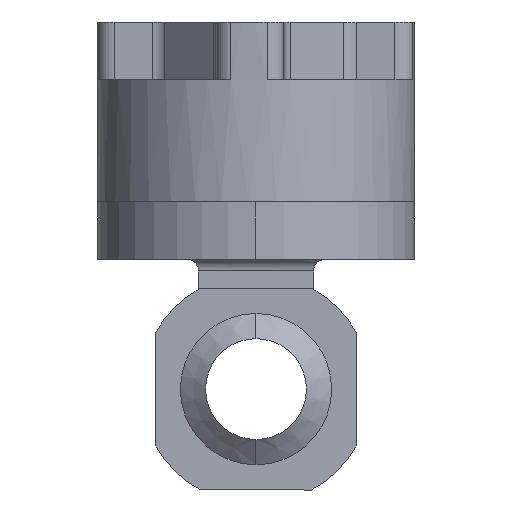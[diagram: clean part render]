
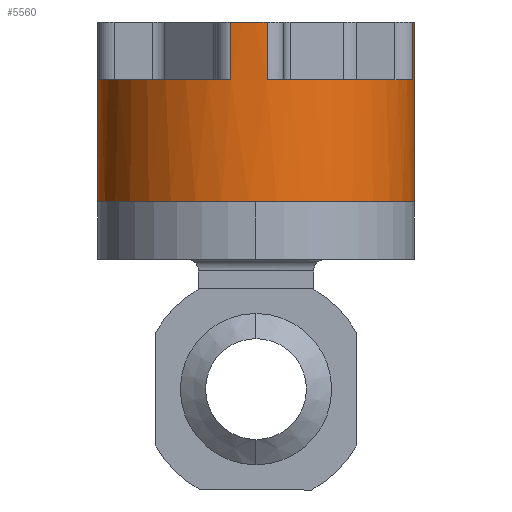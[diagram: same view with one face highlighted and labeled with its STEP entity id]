
A CAD part, front view. The second image highlights one B-rep face of the part: STEP entity #5560.
In plain terms, the highlighted cylindrical face has radius 34.925 mm (diameter 69.85 mm), a partial arc.
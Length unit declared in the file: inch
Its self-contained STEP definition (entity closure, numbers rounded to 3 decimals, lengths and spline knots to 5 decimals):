
#121 = CARTESIAN_POINT ( 'NONE',  ( -0.95433, -1.375, -0.5 ) ) ;
#283 = CARTESIAN_POINT ( 'NONE',  ( -0.95433, -1.375, 0. ) ) ;
#407 = CARTESIAN_POINT ( 'NONE',  ( -0.95433, -1.375, -1.56 ) ) ;
#518 = VERTEX_POINT ( 'NONE', #1581 ) ;
#635 = CIRCLE ( 'NONE', #7242, 1.375 ) ;
#737 = CARTESIAN_POINT ( 'NONE',  ( -2.32795, -1.31337, -1.56 ) ) ;
#828 = AXIS2_PLACEMENT_3D ( 'NONE', #5563, #8133, #2323 ) ;
#1003 = EDGE_CURVE ( 'NONE', #5417, #1965, #8034, .T. ) ;
#1050 = EDGE_CURVE ( 'NONE', #518, #6763, #7699, .T. ) ;
#1178 = DIRECTION ( 'NONE',  ( 0., 0., 1. ) ) ;
#1324 = DIRECTION ( 'NONE',  ( 0., 0., -1. ) ) ;
#1481 = CIRCLE ( 'NONE', #7195, 1.375 ) ;
#1546 = ORIENTED_EDGE ( 'NONE', *, *, #8731, .F. ) ;
#1553 = CARTESIAN_POINT ( 'NONE',  ( 0.41929, -1.43663, -1.56 ) ) ;
#1581 = CARTESIAN_POINT ( 'NONE',  ( -0.85867, -2.74667, -0.5 ) ) ;
#1933 = CARTESIAN_POINT ( 'NONE',  ( 0.40326, -1.59311, 0. ) ) ;
#1965 = VERTEX_POINT ( 'NONE', #1933 ) ;
#2073 = CIRCLE ( 'NONE', #8319, 1.375 ) ;
#2084 = VECTOR ( 'NONE', #7848, 39.37008 ) ;
#2159 = CARTESIAN_POINT ( 'NONE',  ( -0.95433, -1.375, 0. ) ) ;
#2237 = DIRECTION ( 'NONE',  ( 0., 0., -1. ) ) ;
#2323 = DIRECTION ( 'NONE',  ( 0.999, -0.045, 0. ) ) ;
#2380 = CARTESIAN_POINT ( 'NONE',  ( -0.85867, -2.74667, -1.56 ) ) ;
#2623 = CARTESIAN_POINT ( 'NONE',  ( 0.41929, -1.43663, 0. ) ) ;
#2745 = CARTESIAN_POINT ( 'NONE',  ( 0.40326, -1.59311, -0.5 ) ) ;
#2772 = VECTOR ( 'NONE', #1178, 39.37008 ) ;
#3042 = DIRECTION ( 'NONE',  ( -0.999, 0.045, 0. ) ) ;
#3044 = CARTESIAN_POINT ( 'NONE',  ( -1.17245, -2.73259, 0. ) ) ;
#3122 = VECTOR ( 'NONE', #7296, 39.37008 ) ;
#3174 = ORIENTED_EDGE ( 'NONE', *, *, #9377, .T. ) ;
#3227 = VERTEX_POINT ( 'NONE', #10619 ) ;
#3363 = DIRECTION ( 'NONE',  ( 0., 0., 1. ) ) ;
#3511 = DIRECTION ( 'NONE',  ( 0., 0., 1. ) ) ;
#3589 = ORIENTED_EDGE ( 'NONE', *, *, #10319, .F. ) ;
#3677 = DIRECTION ( 'NONE',  ( 0., 0., -1. ) ) ;
#3865 = EDGE_CURVE ( 'NONE', #10380, #6091, #1481, .T. ) ;
#3885 = DIRECTION ( 'NONE',  ( -0.999, 0.045, 0. ) ) ;
#3886 = DIRECTION ( 'NONE',  ( 0., 0., -1. ) ) ;
#4253 = CARTESIAN_POINT ( 'NONE',  ( -2.326, -1.47066, -0.5 ) ) ;
#4609 = DIRECTION ( 'NONE',  ( 0., 0., -1. ) ) ;
#4980 = ORIENTED_EDGE ( 'NONE', *, *, #6169, .T. ) ;
#4990 = CARTESIAN_POINT ( 'NONE',  ( -2.32795, -1.31337, -1.56 ) ) ;
#5240 = ORIENTED_EDGE ( 'NONE', *, *, #8562, .F. ) ;
#5417 = VERTEX_POINT ( 'NONE', #2623 ) ;
#5476 = DIRECTION ( 'NONE',  ( 0., 0., 1. ) ) ;
#5535 = AXIS2_PLACEMENT_3D ( 'NONE', #283, #3677, #7089 ) ;
#5560 = ADVANCED_FACE ( 'NONE', ( #5651 ), #7278, .T. ) ;
#5563 = CARTESIAN_POINT ( 'NONE',  ( -0.95433, -1.375, -0.5 ) ) ;
#5613 = ORIENTED_EDGE ( 'NONE', *, *, #1003, .T. ) ;
#5651 = FACE_OUTER_BOUND ( 'NONE', #6771, .T. ) ;
#5671 = ORIENTED_EDGE ( 'NONE', *, *, #1050, .F. ) ;
#5672 = CARTESIAN_POINT ( 'NONE',  ( -0.95433, -1.375, 0. ) ) ;
#5680 = CARTESIAN_POINT ( 'NONE',  ( -0.85867, -2.74667, 0. ) ) ;
#5766 = ORIENTED_EDGE ( 'NONE', *, *, #3865, .T. ) ;
#6091 = VERTEX_POINT ( 'NONE', #3044 ) ;
#6115 = LINE ( 'NONE', #7013, #2084 ) ;
#6169 = EDGE_CURVE ( 'NONE', #518, #10380, #10034, .T. ) ;
#6342 = CARTESIAN_POINT ( 'NONE',  ( -0.95433, -1.375, -1.56 ) ) ;
#6525 = VECTOR ( 'NONE', #9198, 39.37008 ) ;
#6586 = CARTESIAN_POINT ( 'NONE',  ( -2.32795, -1.31337, 0. ) ) ;
#6763 = VERTEX_POINT ( 'NONE', #2745 ) ;
#6771 = EDGE_LOOP ( 'NONE', ( #1546, #5240, #7542, #5613, #10847, #5671, #4980, #5766, #8616, #3589, #3174, #10945 ) ) ;
#7013 = CARTESIAN_POINT ( 'NONE',  ( 0.41929, -1.43663, -1.56 ) ) ;
#7077 = CIRCLE ( 'NONE', #828, 1.375 ) ;
#7089 = DIRECTION ( 'NONE',  ( -0.999, 0.045, 0. ) ) ;
#7179 = LINE ( 'NONE', #9747, #3122 ) ;
#7195 = AXIS2_PLACEMENT_3D ( 'NONE', #5672, #3886, #7403 ) ;
#7242 = AXIS2_PLACEMENT_3D ( 'NONE', #6342, #4609, #3885 ) ;
#7278 = CYLINDRICAL_SURFACE ( 'NONE', #9547, 1.375 ) ;
#7296 = DIRECTION ( 'NONE',  ( 0., 0., -1. ) ) ;
#7403 = DIRECTION ( 'NONE',  ( -0.999, 0.045, 0. ) ) ;
#7542 = ORIENTED_EDGE ( 'NONE', *, *, #10831, .T. ) ;
#7598 = VERTEX_POINT ( 'NONE', #1553 ) ;
#7609 = VECTOR ( 'NONE', #2237, 39.37008 ) ;
#7699 = CIRCLE ( 'NONE', #10890, 1.375 ) ;
#7848 = DIRECTION ( 'NONE',  ( 0., 0., 1. ) ) ;
#7873 = LINE ( 'NONE', #8821, #2772 ) ;
#8034 = CIRCLE ( 'NONE', #5535, 1.375 ) ;
#8133 = DIRECTION ( 'NONE',  ( 0., 0., 1. ) ) ;
#8319 = AXIS2_PLACEMENT_3D ( 'NONE', #2159, #1324, #3042 ) ;
#8562 = EDGE_CURVE ( 'NONE', #7598, #9025, #635, .T. ) ;
#8607 = EDGE_CURVE ( 'NONE', #6091, #9750, #7179, .T. ) ;
#8616 = ORIENTED_EDGE ( 'NONE', *, *, #8607, .T. ) ;
#8731 = EDGE_CURVE ( 'NONE', #9025, #9962, #9973, .T. ) ;
#8821 = CARTESIAN_POINT ( 'NONE',  ( -2.326, -1.47066, -1.56 ) ) ;
#9025 = VERTEX_POINT ( 'NONE', #737 ) ;
#9198 = DIRECTION ( 'NONE',  ( 0., 0., 1. ) ) ;
#9328 = CARTESIAN_POINT ( 'NONE',  ( -1.17245, -2.73259, -0.5 ) ) ;
#9377 = EDGE_CURVE ( 'NONE', #10262, #3227, #7873, .T. ) ;
#9547 = AXIS2_PLACEMENT_3D ( 'NONE', #407, #5476, #10738 ) ;
#9554 = VECTOR ( 'NONE', #3363, 39.37008 ) ;
#9601 = EDGE_CURVE ( 'NONE', #1965, #6763, #9889, .T. ) ;
#9747 = CARTESIAN_POINT ( 'NONE',  ( -1.17245, -2.73259, -1.56 ) ) ;
#9750 = VERTEX_POINT ( 'NONE', #9328 ) ;
#9889 = LINE ( 'NONE', #9950, #7609 ) ;
#9950 = CARTESIAN_POINT ( 'NONE',  ( 0.40326, -1.59311, -1.56 ) ) ;
#9962 = VERTEX_POINT ( 'NONE', #6586 ) ;
#9973 = LINE ( 'NONE', #4990, #9554 ) ;
#10034 = LINE ( 'NONE', #2380, #6525 ) ;
#10262 = VERTEX_POINT ( 'NONE', #4253 ) ;
#10319 = EDGE_CURVE ( 'NONE', #10262, #9750, #7077, .T. ) ;
#10330 = DIRECTION ( 'NONE',  ( 0.999, -0.045, 0. ) ) ;
#10380 = VERTEX_POINT ( 'NONE', #5680 ) ;
#10520 = EDGE_CURVE ( 'NONE', #3227, #9962, #2073, .T. ) ;
#10619 = CARTESIAN_POINT ( 'NONE',  ( -2.326, -1.47066, 0. ) ) ;
#10738 = DIRECTION ( 'NONE',  ( 0.999, -0.045, 0. ) ) ;
#10831 = EDGE_CURVE ( 'NONE', #7598, #5417, #6115, .T. ) ;
#10847 = ORIENTED_EDGE ( 'NONE', *, *, #9601, .T. ) ;
#10890 = AXIS2_PLACEMENT_3D ( 'NONE', #121, #3511, #10330 ) ;
#10945 = ORIENTED_EDGE ( 'NONE', *, *, #10520, .T. ) ;
